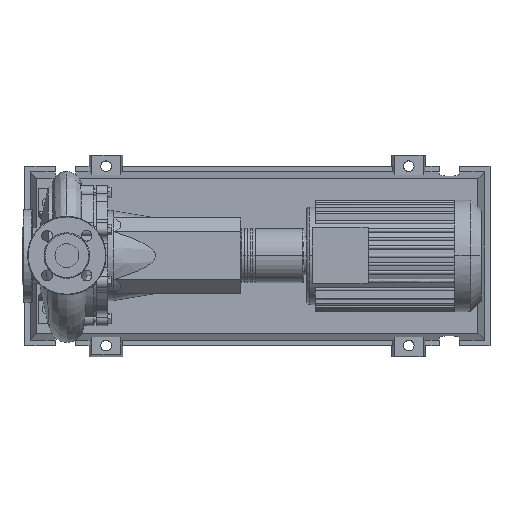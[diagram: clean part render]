
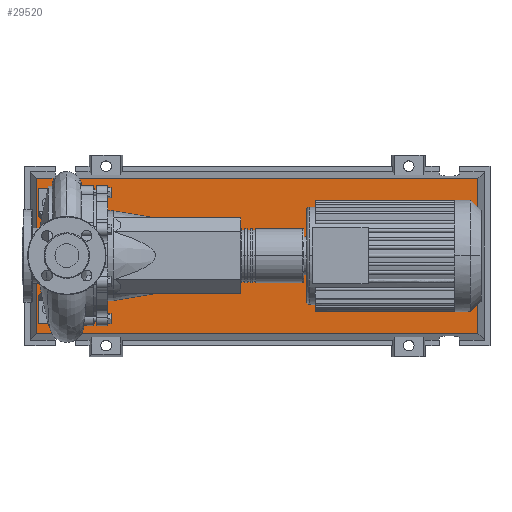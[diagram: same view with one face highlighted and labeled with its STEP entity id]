
A CAD part, top view. The second image highlights one B-rep face of the part: STEP entity #29520.
In plain terms, the highlighted planar face has unit normal (0, 0, 1).
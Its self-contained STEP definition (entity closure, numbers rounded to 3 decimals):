
#29201=CARTESIAN_POINT('',(733.292,-138.292,83.0));
#29202=VERTEX_POINT('',#29201);
#29209=CARTESIAN_POINT('',(-53.292,-138.292,83.0));
#29210=VERTEX_POINT('',#29209);
#29211=CARTESIAN_POINT('',(733.292,-138.292,83.0));
#29212=DIRECTION('',(-1.0,0.0,0.0));
#29213=VECTOR('',#29212,786.584);
#29214=LINE('',#29211,#29213);
#29215=EDGE_CURVE('',#29202,#29210,#29214,.T.);
#29433=CARTESIAN_POINT('',(733.292,138.292,83.0));
#29434=VERTEX_POINT('',#29433);
#29435=CARTESIAN_POINT('',(733.292,138.292,83.0));
#29436=DIRECTION('',(0.0,-1.0,0.0));
#29437=VECTOR('',#29436,276.584);
#29438=LINE('',#29435,#29437);
#29439=EDGE_CURVE('',#29434,#29202,#29438,.T.);
#29457=CARTESIAN_POINT('',(-53.292,138.292,83.0));
#29458=VERTEX_POINT('',#29457);
#29459=CARTESIAN_POINT('',(-53.292,-138.292,83.0));
#29460=DIRECTION('',(0.0,1.0,0.0));
#29461=VECTOR('',#29460,276.584);
#29462=LINE('',#29459,#29461);
#29463=EDGE_CURVE('',#29210,#29458,#29462,.T.);
#29496=CARTESIAN_POINT('',(-53.292,138.292,83.0));
#29497=DIRECTION('',(1.0,0.0,0.0));
#29498=VECTOR('',#29497,786.584);
#29499=LINE('',#29496,#29498);
#29500=EDGE_CURVE('',#29458,#29434,#29499,.T.);
#29509=CARTESIAN_POINT('',(340.,0.,83.0));
#29510=DIRECTION('',(0.0,0.0,1.0));
#29511=DIRECTION('',(1.0,0.0,0.0));
#29512=AXIS2_PLACEMENT_3D('',#29509,#29510,#29511);
#29513=PLANE('',#29512);
#29514=ORIENTED_EDGE('',*,*,#29439,.F.);
#29515=ORIENTED_EDGE('',*,*,#29500,.F.);
#29516=ORIENTED_EDGE('',*,*,#29463,.F.);
#29517=ORIENTED_EDGE('',*,*,#29215,.F.);
#29518=EDGE_LOOP('',(#29514,#29515,#29516,#29517));
#29519=FACE_OUTER_BOUND('',#29518,.T.);
#29520=ADVANCED_FACE('',(#29519),#29513,.T.);
